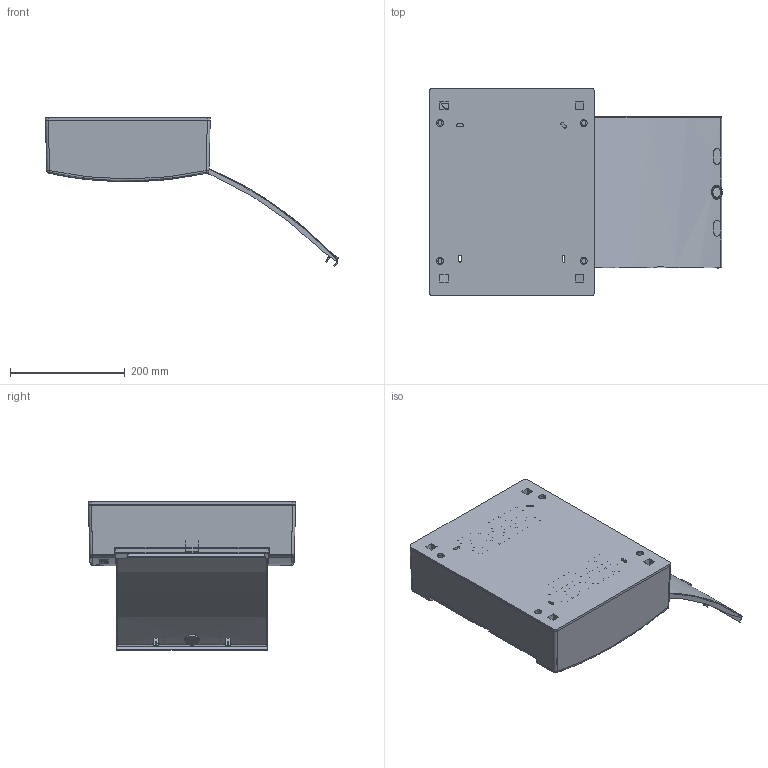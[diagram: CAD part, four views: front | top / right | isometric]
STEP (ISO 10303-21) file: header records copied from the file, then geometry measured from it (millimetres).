
FILE_DESCRIPTION(/* description */ ('Unknown'),/* implementation_level */ '2;1');
FILE_NAME(/* name */ 'ECT_24_PO_Media_Empty',/* time_stamp */ '2020-05-22T12:37:59+02:00',/* author */ ('Unknown'),/* organization */ ('Unknown'),/* preprocessor_version */ 'ST-DEVELOPER v16.7',/* originating_system */ 'DEX',/* authorisation */ $);
FILE_SCHEMA (('AUTOMOTIVE_DESIGN {1 0 10303 214 3 1 1}'));
Length unit declared in the file: millimetre
Products named in the file (6): ECT_24_PO_Media_Empty; Bottom; Front_ECT_24; Pin; Door_24; ETI LOGO
Assembly tree (8 placements, depth 2):
  ECT_24_PO_Media_Empty
    Bottom
    Front_ECT_24
    Pin  x4
    Door_24
    ETI LOGO
Bounding box: 510.19 x 360.5 x 258.92 mm (x, y, z)
Volume: 1041283.5 mm3; surface area: 823529.3 mm2
Topology: 10 solids, 18 shells, 912 faces, 2334 edges, 1519 vertices
Faces by surface type: plane 639, cylinder 231, cone 30, bspline 8, sphere 4
Full cylindrical faces by diameter (mm): 2.5 x4, 2.8 x2, 3 x4, 4 x2, 6 x2, 10 x4, 11 x4, 12 x4, 12.2 x4, 12.5 x4, 15 x4, 15.5 x4, 16.5 x1, 17.23 x1, 21.57 x1, 22 x4, 25 x4
Entity records: 26708 total; most frequent: CARTESIAN_POINT 4816, ORIENTED_EDGE 3926, DIRECTION 3866, EDGE_CURVE 1963, LINE 1456, VECTOR 1456, VERTEX_POINT 1301, AXIS2_PLACEMENT_3D 1205
